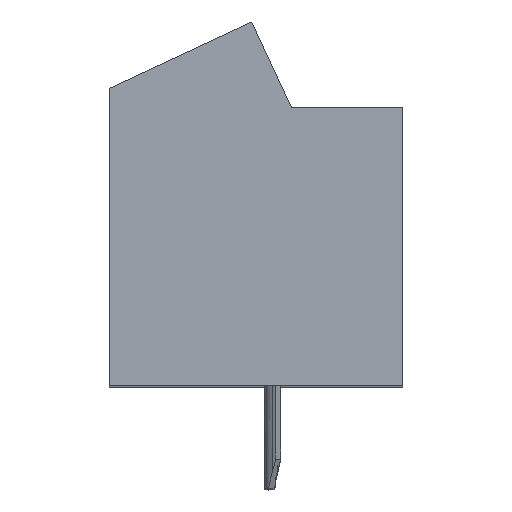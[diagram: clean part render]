
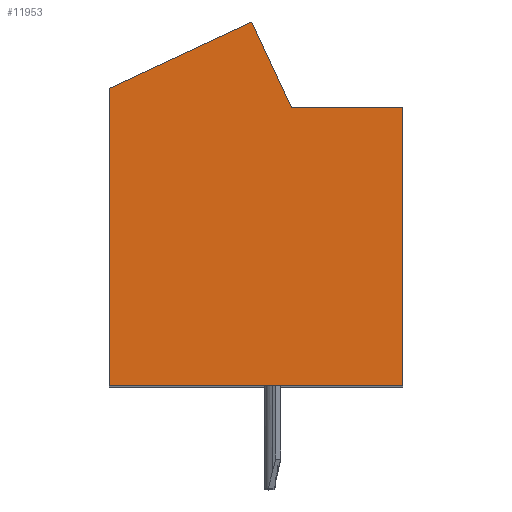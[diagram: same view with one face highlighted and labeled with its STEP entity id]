
A CAD part, top view. The second image highlights one B-rep face of the part: STEP entity #11953.
In plain terms, the highlighted planar face has unit normal (0, 0, 1).
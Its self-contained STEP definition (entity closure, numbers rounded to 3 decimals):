
#4261=DIRECTION('',(-1.,0.,0.));
#4262=VECTOR('',#4261,3.79);
#4263=CARTESIAN_POINT('',(5.002,3.3,33.25));
#4264=LINE('',#4263,#4262);
#4265=DIRECTION('',(0.,1.,0.));
#4266=VECTOR('',#4265,9.5);
#4267=CARTESIAN_POINT('',(5.002,-6.2,33.25));
#4268=LINE('',#4267,#4266);
#4269=DIRECTION('',(1.,0.,0.));
#4270=VECTOR('',#4269,10.);
#4271=CARTESIAN_POINT('',(-4.998,-6.2,33.25));
#4272=LINE('',#4271,#4270);
#4273=DIRECTION('',(0.,-1.,0.));
#4274=VECTOR('',#4273,10.135);
#4275=CARTESIAN_POINT('',(-4.998,3.935,33.25));
#4276=LINE('',#4275,#4274);
#4277=DIRECTION('',(-0.906,-0.423,0.));
#4278=VECTOR('',#4277,5.36);
#4279=CARTESIAN_POINT('',(-0.14,6.2,33.25));
#4280=LINE('',#4279,#4278);
#4281=DIRECTION('',(-0.423,0.906,0.));
#4282=VECTOR('',#4281,3.2);
#4283=CARTESIAN_POINT('',(1.212,3.3,33.25));
#4284=LINE('',#4283,#4282);
#5247=CARTESIAN_POINT('',(5.002,3.3,33.25));
#5248=CARTESIAN_POINT('',(1.212,3.3,33.25));
#5249=VERTEX_POINT('',#5247);
#5250=VERTEX_POINT('',#5248);
#5251=CARTESIAN_POINT('',(-0.14,6.2,33.25));
#5252=VERTEX_POINT('',#5251);
#5253=CARTESIAN_POINT('',(-4.998,3.935,33.25));
#5254=VERTEX_POINT('',#5253);
#5255=CARTESIAN_POINT('',(-4.998,-6.2,33.25));
#5256=VERTEX_POINT('',#5255);
#5257=CARTESIAN_POINT('',(5.002,-6.2,33.25));
#5258=VERTEX_POINT('',#5257);
#11940=CARTESIAN_POINT('',(0.,0.,33.25));
#11941=DIRECTION('',(0.,0.,1.));
#11942=DIRECTION('',(1.,0.,0.));
#11943=AXIS2_PLACEMENT_3D('',#11940,#11941,#11942);
#11944=PLANE('',#11943);
#11945=ORIENTED_EDGE('',*,*,#6724,.F.);
#11946=ORIENTED_EDGE('',*,*,#6739,.F.);
#11947=ORIENTED_EDGE('',*,*,#6753,.F.);
#11948=ORIENTED_EDGE('',*,*,#6950,.F.);
#11949=ORIENTED_EDGE('',*,*,#7590,.F.);
#11950=ORIENTED_EDGE('',*,*,#11934,.F.);
#11951=EDGE_LOOP('',(#11945,#11946,#11947,#11948,#11949,#11950));
#11952=FACE_OUTER_BOUND('',#11951,.F.);
#6724=EDGE_CURVE('',#5249,#5250,#4264,.T.);
#6739=EDGE_CURVE('',#5258,#5249,#4268,.T.);
#6753=EDGE_CURVE('',#5256,#5258,#4272,.T.);
#6950=EDGE_CURVE('',#5254,#5256,#4276,.T.);
#7590=EDGE_CURVE('',#5252,#5254,#4280,.T.);
#11934=EDGE_CURVE('',#5250,#5252,#4284,.T.);
#11953=ADVANCED_FACE('',(#11952),#11944,.T.);
